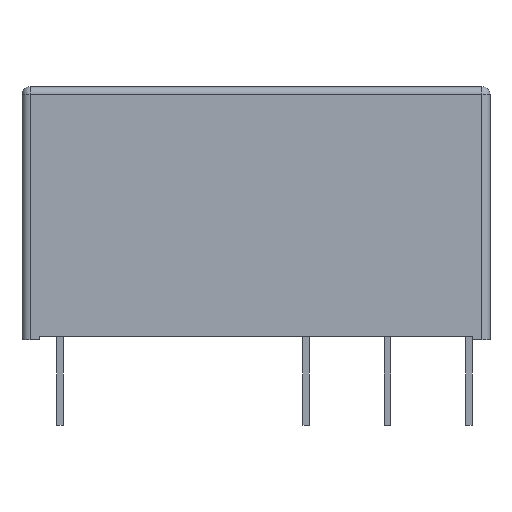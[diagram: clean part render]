
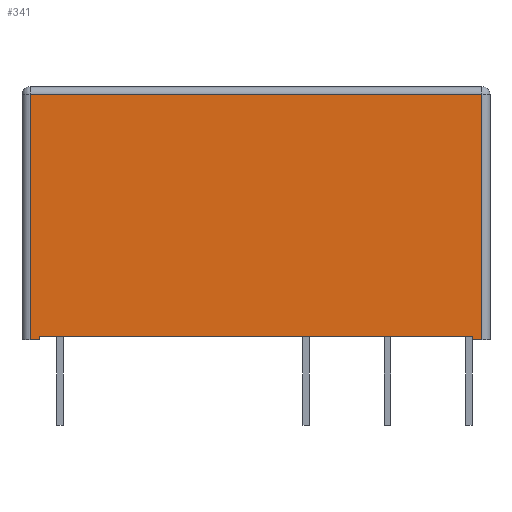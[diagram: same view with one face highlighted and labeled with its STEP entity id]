
A CAD part, front view. The second image highlights one B-rep face of the part: STEP entity #341.
In plain terms, the highlighted planar face has unit normal (0, -1, 0).
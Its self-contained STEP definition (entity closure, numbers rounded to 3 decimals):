
#13=DIRECTION('',(0.,0.,1.));
#126=VERTEX_POINT('',#127);
#127=CARTESIAN_POINT('',(-1.289,-2.6,0.2));
#168=VERTEX_POINT('',#169);
#169=CARTESIAN_POINT('',(25.589,-2.6,0.2));
#173=ORIENTED_EDGE('',*,*,#174,.F.);
#174=EDGE_CURVE('',#126,#168,#175,.T.);
#175=LINE('',#127,#176);
#176=VECTOR('',#177,1.);
#177=DIRECTION('',(1.,0.,0.));
#295=VECTOR('',#13,1.);
#297=ORIENTED_EDGE('',*,*,#298,.F.);
#298=EDGE_CURVE('',#299,#126,#301,.T.);
#299=VERTEX_POINT('',#300);
#300=CARTESIAN_POINT('',(-1.289,-2.6,0.));
#301=LINE('',#300,#295);
#341=ADVANCED_FACE('',(#342),#373,.F.);
#342=FACE_BOUND('',#343,.F.);
#343=EDGE_LOOP('',(#344,#350,#355,#361,#366,#370,#173,#297));
#344=ORIENTED_EDGE('',*,*,#345,.F.);
#345=EDGE_CURVE('',#346,#299,#348,.T.);
#346=VERTEX_POINT('',#347);
#347=CARTESIAN_POINT('',(-1.85,-2.6,0.));
#348=LINE('',#349,#176);
#349=CARTESIAN_POINT('',(-2.35,-2.6,0.));
#350=ORIENTED_EDGE('',*,*,#351,.T.);
#351=EDGE_CURVE('',#346,#352,#354,.T.);
#352=VERTEX_POINT('',#353);
#353=CARTESIAN_POINT('',(-1.85,-2.6,15.2));
#354=LINE('',#347,#295);
#355=ORIENTED_EDGE('',*,*,#356,.T.);
#356=EDGE_CURVE('',#352,#357,#359,.T.);
#357=VERTEX_POINT('',#358);
#358=CARTESIAN_POINT('',(26.15,-2.6,15.2));
#359=LINE('',#360,#176);
#360=CARTESIAN_POINT('',(-2.35,-2.6,15.2));
#361=ORIENTED_EDGE('',*,*,#362,.F.);
#362=EDGE_CURVE('',#363,#357,#365,.T.);
#363=VERTEX_POINT('',#364);
#364=CARTESIAN_POINT('',(26.15,-2.6,0.));
#365=LINE('',#364,#295);
#366=ORIENTED_EDGE('',*,*,#367,.F.);
#367=EDGE_CURVE('',#368,#363,#348,.T.);
#368=VERTEX_POINT('',#369);
#369=CARTESIAN_POINT('',(25.589,-2.6,0.));
#370=ORIENTED_EDGE('',*,*,#371,.T.);
#371=EDGE_CURVE('',#368,#168,#372,.T.);
#372=LINE('',#369,#295);
#373=PLANE('',#374);
#374=AXIS2_PLACEMENT_3D('',#349,#375,#177);
#375=DIRECTION('',(0.,1.,0.));
